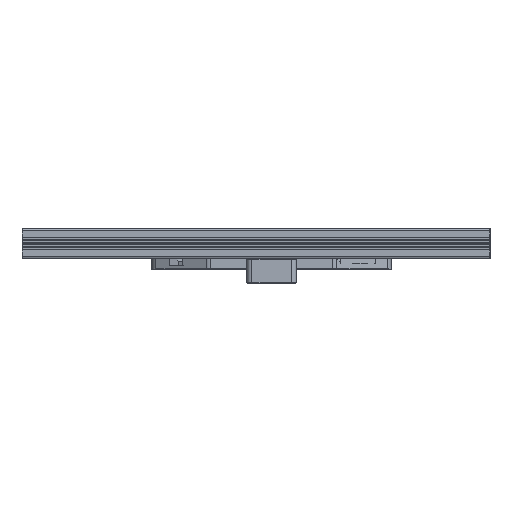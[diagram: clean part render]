
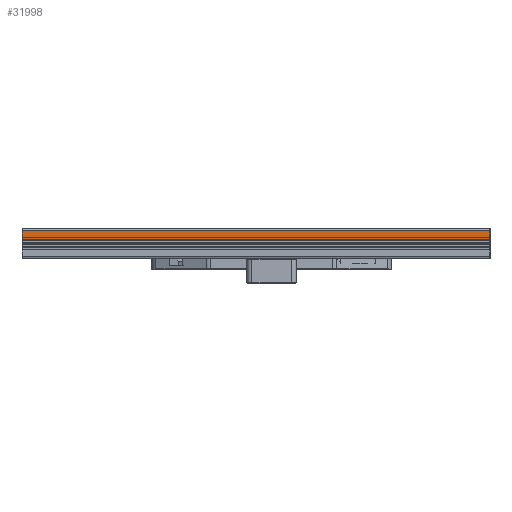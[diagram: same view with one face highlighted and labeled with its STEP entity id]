
A CAD part, left-side view. The second image highlights one B-rep face of the part: STEP entity #31998.
In plain terms, the highlighted planar face has unit normal (-1, 0, 0).
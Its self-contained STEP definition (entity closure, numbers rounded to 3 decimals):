
#1757=FACE_OUTER_BOUND('',#3561,.T.);
#3561=EDGE_LOOP('',(#21543,#21544,#21545,#21546));
#7022=LINE('',#47035,#10052);
#7026=LINE('',#47047,#10056);
#7027=LINE('',#47051,#10057);
#7028=LINE('',#47052,#10058);
#10052=VECTOR('',#37498,1.);
#10056=VECTOR('',#37510,1.);
#10057=VECTOR('',#37515,1.);
#10058=VECTOR('',#37516,1.);
#13050=VERTEX_POINT('',#47032);
#13051=VERTEX_POINT('',#47034);
#13055=VERTEX_POINT('',#47046);
#13056=VERTEX_POINT('',#47050);
#16347=EDGE_CURVE('',#13050,#13051,#7022,.T.);
#16353=EDGE_CURVE('',#13051,#13055,#7026,.T.);
#16355=EDGE_CURVE('',#13050,#13056,#7027,.T.);
#16356=EDGE_CURVE('',#13055,#13056,#7028,.T.);
#21543=ORIENTED_EDGE('',*,*,#16353,.F.);
#21544=ORIENTED_EDGE('',*,*,#16347,.F.);
#21545=ORIENTED_EDGE('',*,*,#16355,.T.);
#21546=ORIENTED_EDGE('',*,*,#16356,.F.);
#31068=PLANE('',#33944);
#31998=ADVANCED_FACE('',(#1757),#31068,.F.);
#33944=AXIS2_PLACEMENT_3D('',#47049,#37513,#37514);
#37498=DIRECTION('',(0.,1.,0.));
#37510=DIRECTION('',(0.,0.,1.));
#37513=DIRECTION('center_axis',(1.,0.,0.));
#37514=DIRECTION('ref_axis',(0.,-1.,0.));
#37515=DIRECTION('',(0.,0.,1.));
#37516=DIRECTION('',(0.,-1.,0.));
#47032=CARTESIAN_POINT('',(-7.5,2.,-50.));
#47034=CARTESIAN_POINT('',(-7.5,6.5,-50.));
#47035=CARTESIAN_POINT('',(-7.5,3.25,-50.));
#47046=CARTESIAN_POINT('',(-7.5,6.5,185.));
#47047=CARTESIAN_POINT('',(-7.5,6.5,0.));
#47049=CARTESIAN_POINT('Origin',(-7.5,6.5,0.));
#47050=CARTESIAN_POINT('',(-7.5,2.,185.));
#47051=CARTESIAN_POINT('',(-7.5,2.,0.));
#47052=CARTESIAN_POINT('',(-7.5,3.25,185.));
